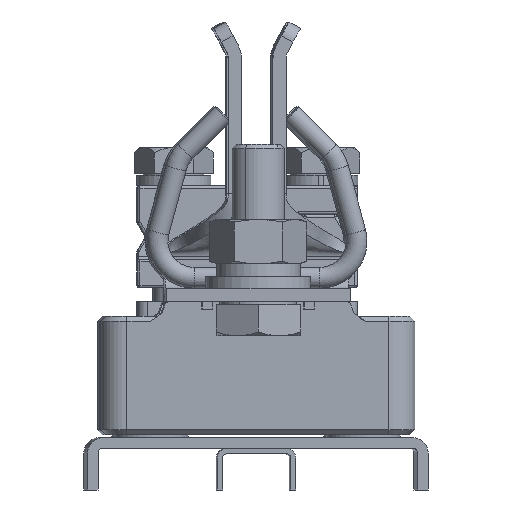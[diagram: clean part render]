
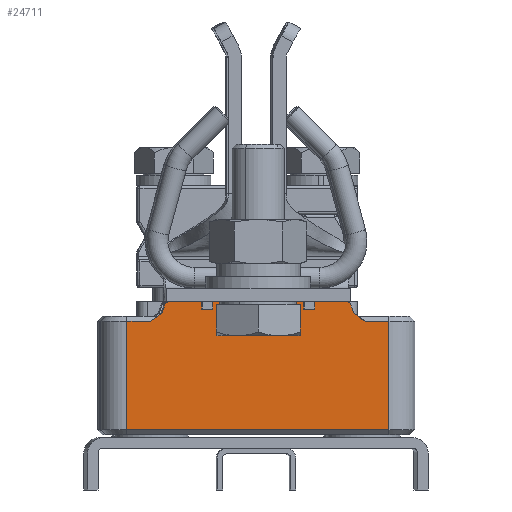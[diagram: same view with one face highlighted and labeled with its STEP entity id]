
A CAD part, front view. The second image highlights one B-rep face of the part: STEP entity #24711.
In plain terms, the highlighted face is planar.
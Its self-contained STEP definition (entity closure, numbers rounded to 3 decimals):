
#22431=DIRECTION('',(0.,-1.,0.));
#22432=VECTOR('',#22431,20.7);
#22433=CARTESIAN_POINT('',(-25.,22.2,25.));
#22434=LINE('',#22433,#22432);
#22460=DIRECTION('',(1.,0.,0.));
#22461=VECTOR('',#22460,50.);
#22462=CARTESIAN_POINT('',(-25.,1.5,25.));
#22463=LINE('',#22462,#22461);
#22467=DIRECTION('',(0.,-1.,0.));
#22468=VECTOR('',#22467,0.5);
#22469=CARTESIAN_POINT('',(-5.,26.,25.));
#22470=LINE('',#22469,#22468);
#22474=DIRECTION('',(1.,0.,0.));
#22475=VECTOR('',#22474,10.);
#22476=CARTESIAN_POINT('',(-5.,25.5,25.));
#22477=LINE('',#22476,#22475);
#22481=DIRECTION('',(1.,0.,0.));
#22482=VECTOR('',#22481,12.);
#22483=CARTESIAN_POINT('',(5.,26.,25.));
#22484=LINE('',#22483,#22482);
#22488=DIRECTION('',(0.819,-0.574,0.));
#22489=VECTOR('',#22488,0.819);
#22490=CARTESIAN_POINT('',(17.,26.,25.));
#22491=LINE('',#22490,#22489);
#22495=DIRECTION('',(0.342,-0.94,0.));
#22496=VECTOR('',#22495,1.98);
#22497=CARTESIAN_POINT('',(17.671,25.53,25.));
#22498=LINE('',#22497,#22496);
#22502=DIRECTION('',(0.819,-0.574,0.));
#22503=VECTOR('',#22502,2.563);
#22504=CARTESIAN_POINT('',(18.348,23.67,25.));
#22505=LINE('',#22504,#22503);
#22509=DIRECTION('',(0.819,0.574,0.));
#22510=VECTOR('',#22509,2.563);
#22511=CARTESIAN_POINT('',(-20.447,22.2,25.));
#22512=LINE('',#22511,#22510);
#22516=DIRECTION('',(0.342,0.94,0.));
#22517=VECTOR('',#22516,1.98);
#22518=CARTESIAN_POINT('',(-18.348,23.67,25.));
#22519=LINE('',#22518,#22517);
#22523=DIRECTION('',(0.819,0.574,0.));
#22524=VECTOR('',#22523,0.819);
#22525=CARTESIAN_POINT('',(-17.671,25.53,25.));
#22526=LINE('',#22525,#22524);
#22530=DIRECTION('',(1.,0.,0.));
#22531=VECTOR('',#22530,12.);
#22532=CARTESIAN_POINT('',(-17.,26.,25.));
#22533=LINE('',#22532,#22531);
#22621=DIRECTION('',(-1.,0.,0.));
#22622=VECTOR('',#22621,4.553);
#22623=CARTESIAN_POINT('',(-20.447,22.2,25.));
#22624=LINE('',#22623,#22622);
#22663=DIRECTION('',(-1.,0.,0.));
#22664=VECTOR('',#22663,4.553);
#22665=CARTESIAN_POINT('',(25.,22.2,25.));
#22666=LINE('',#22665,#22664);
#22699=DIRECTION('',(0.,1.,0.));
#22700=VECTOR('',#22699,20.7);
#22701=CARTESIAN_POINT('',(25.,1.5,25.));
#22702=LINE('',#22701,#22700);
#23477=DIRECTION('',(0.,-1.,0.));
#23478=VECTOR('',#23477,0.5);
#23479=CARTESIAN_POINT('',(5.,26.,25.));
#23480=LINE('',#23479,#23478);
#23759=CARTESIAN_POINT('',(-25.,22.2,25.));
#23760=VERTEX_POINT('',#23759);
#23762=CARTESIAN_POINT('',(-25.,1.5,25.));
#23764=VERTEX_POINT('',#23762);
#23769=CARTESIAN_POINT('',(25.,1.5,25.));
#23770=VERTEX_POINT('',#23769);
#23773=CARTESIAN_POINT('',(-5.,26.,25.));
#23774=CARTESIAN_POINT('',(-5.,25.5,25.));
#23775=VERTEX_POINT('',#23773);
#23776=VERTEX_POINT('',#23774);
#23777=CARTESIAN_POINT('',(5.,25.5,25.));
#23778=VERTEX_POINT('',#23777);
#23779=CARTESIAN_POINT('',(5.,26.,25.));
#23780=VERTEX_POINT('',#23779);
#23781=CARTESIAN_POINT('',(17.,26.,25.));
#23782=VERTEX_POINT('',#23781);
#23783=CARTESIAN_POINT('',(17.671,25.53,25.));
#23784=VERTEX_POINT('',#23783);
#23785=CARTESIAN_POINT('',(18.348,23.67,25.));
#23786=VERTEX_POINT('',#23785);
#23787=CARTESIAN_POINT('',(20.447,22.2,25.));
#23788=VERTEX_POINT('',#23787);
#23789=CARTESIAN_POINT('',(25.,22.2,25.));
#23790=VERTEX_POINT('',#23789);
#23791=CARTESIAN_POINT('',(-20.447,22.2,25.));
#23792=VERTEX_POINT('',#23791);
#23793=CARTESIAN_POINT('',(-18.348,23.67,25.));
#23794=VERTEX_POINT('',#23793);
#23795=CARTESIAN_POINT('',(-17.671,25.53,25.));
#23796=VERTEX_POINT('',#23795);
#23797=CARTESIAN_POINT('',(-17.,26.,25.));
#23798=VERTEX_POINT('',#23797);
#24674=CARTESIAN_POINT('',(-25.,0.,25.));
#24675=DIRECTION('',(0.,0.,1.));
#24676=DIRECTION('',(1.,0.,0.));
#24677=AXIS2_PLACEMENT_3D('',#24674,#24675,#24676);
#24678=PLANE('',#24677);
#24680=ORIENTED_EDGE('',*,*,#24679,.T.);
#24682=ORIENTED_EDGE('',*,*,#24681,.T.);
#24684=ORIENTED_EDGE('',*,*,#24683,.F.);
#24686=ORIENTED_EDGE('',*,*,#24685,.T.);
#24688=ORIENTED_EDGE('',*,*,#24687,.T.);
#24690=ORIENTED_EDGE('',*,*,#24689,.T.);
#24692=ORIENTED_EDGE('',*,*,#24691,.T.);
#24694=ORIENTED_EDGE('',*,*,#24693,.F.);
#24696=ORIENTED_EDGE('',*,*,#24695,.F.);
#24697=ORIENTED_EDGE('',*,*,#24657,.F.);
#24698=ORIENTED_EDGE('',*,*,#24618,.F.);
#24700=ORIENTED_EDGE('',*,*,#24699,.F.);
#24702=ORIENTED_EDGE('',*,*,#24701,.T.);
#24704=ORIENTED_EDGE('',*,*,#24703,.T.);
#24706=ORIENTED_EDGE('',*,*,#24705,.T.);
#24708=ORIENTED_EDGE('',*,*,#24707,.T.);
#24709=EDGE_LOOP('',(#24680,#24682,#24684,#24686,#24688,#24690,#24692,#24694,
#24696,#24697,#24698,#24700,#24702,#24704,#24706,#24708));
#24710=FACE_OUTER_BOUND('',#24709,.F.);
#24618=EDGE_CURVE('',#23760,#23764,#22434,.T.);
#24657=EDGE_CURVE('',#23764,#23770,#22463,.T.);
#24679=EDGE_CURVE('',#23775,#23776,#22470,.T.);
#24681=EDGE_CURVE('',#23776,#23778,#22477,.T.);
#24683=EDGE_CURVE('',#23780,#23778,#23480,.T.);
#24685=EDGE_CURVE('',#23780,#23782,#22484,.T.);
#24687=EDGE_CURVE('',#23782,#23784,#22491,.T.);
#24689=EDGE_CURVE('',#23784,#23786,#22498,.T.);
#24691=EDGE_CURVE('',#23786,#23788,#22505,.T.);
#24693=EDGE_CURVE('',#23790,#23788,#22666,.T.);
#24695=EDGE_CURVE('',#23770,#23790,#22702,.T.);
#24699=EDGE_CURVE('',#23792,#23760,#22624,.T.);
#24701=EDGE_CURVE('',#23792,#23794,#22512,.T.);
#24703=EDGE_CURVE('',#23794,#23796,#22519,.T.);
#24705=EDGE_CURVE('',#23796,#23798,#22526,.T.);
#24707=EDGE_CURVE('',#23798,#23775,#22533,.T.);
#24711=ADVANCED_FACE('',(#24710),#24678,.T.);
